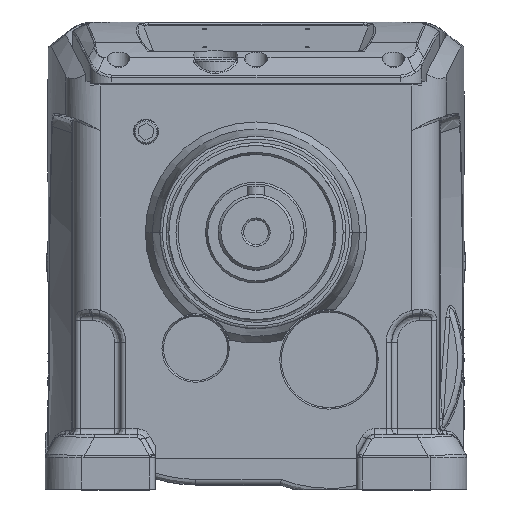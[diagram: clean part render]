
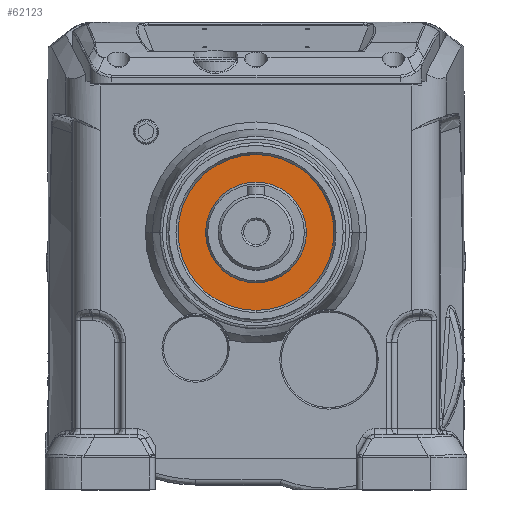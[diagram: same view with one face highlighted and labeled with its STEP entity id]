
A CAD part, top view. The second image highlights one B-rep face of the part: STEP entity #62123.
In plain terms, the highlighted planar face has unit normal (0, 0, 1).
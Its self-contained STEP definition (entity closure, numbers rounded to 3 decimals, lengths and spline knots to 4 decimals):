
#336 = VERTEX_POINT ( 'NONE', #16015 ) ;
#562 = DIRECTION ( 'NONE',  ( 1., 0., 0. ) ) ;
#3399 = EDGE_CURVE ( 'NONE', #61661, #42652, #62233, .T. ) ;
#3623 = DIRECTION ( 'NONE',  ( 1., 0., 0. ) ) ;
#10977 = DIRECTION ( 'NONE',  ( 0., 0., -1. ) ) ;
#13950 = CIRCLE ( 'NONE', #34333, 1.6732 ) ;
#14394 = CIRCLE ( 'NONE', #62094, 1.6732 ) ;
#16015 = CARTESIAN_POINT ( 'NONE',  ( -1.6732, 5.6693, 2.0276 ) ) ;
#18162 = EDGE_CURVE ( 'NONE', #336, #53269, #13950, .T. ) ;
#19558 = DIRECTION ( 'NONE',  ( 1., 0., 0. ) ) ;
#21598 = AXIS2_PLACEMENT_3D ( 'NONE', #37237, #54864, #19558 ) ;
#26232 = EDGE_CURVE ( 'NONE', #53269, #336, #14394, .T. ) ;
#27820 = ORIENTED_EDGE ( 'NONE', *, *, #18162, .F. ) ;
#27872 = CIRCLE ( 'NONE', #27934, 1.0827 ) ;
#27934 = AXIS2_PLACEMENT_3D ( 'NONE', #71012, #36068, #562 ) ;
#29911 = DIRECTION ( 'NONE',  ( 1., 0., 0. ) ) ;
#30020 = DIRECTION ( 'NONE',  ( 0., 0., 1. ) ) ;
#30105 = CARTESIAN_POINT ( 'NONE',  ( 0., 5.6693, 2.0276 ) ) ;
#31286 = PLANE ( 'NONE',  #21598 ) ;
#33879 = EDGE_CURVE ( 'NONE', #42652, #61661, #27872, .T. ) ;
#33887 = CARTESIAN_POINT ( 'NONE',  ( -1.0827, 5.6693, 2.0276 ) ) ;
#34333 = AXIS2_PLACEMENT_3D ( 'NONE', #74038, #39197, #3623 ) ;
#36068 = DIRECTION ( 'NONE',  ( 0., 0., 1. ) ) ;
#37237 = CARTESIAN_POINT ( 'NONE',  ( 0., 0., 2.0276 ) ) ;
#37695 = ORIENTED_EDGE ( 'NONE', *, *, #3399, .F. ) ;
#37865 = AXIS2_PLACEMENT_3D ( 'NONE', #30105, #30020, #29911 ) ;
#39197 = DIRECTION ( 'NONE',  ( 0., 0., -1. ) ) ;
#40075 = FACE_BOUND ( 'NONE', #72107, .T. ) ;
#42652 = VERTEX_POINT ( 'NONE', #33887 ) ;
#44255 = CARTESIAN_POINT ( 'NONE',  ( 1.0827, 5.6693, 2.0276 ) ) ;
#46349 = CARTESIAN_POINT ( 'NONE',  ( 0., 5.6693, 2.0276 ) ) ;
#52262 = DIRECTION ( 'NONE',  ( 1., 0., 0. ) ) ;
#53269 = VERTEX_POINT ( 'NONE', #72121 ) ;
#53745 = FACE_OUTER_BOUND ( 'NONE', #60582, .T. ) ;
#54864 = DIRECTION ( 'NONE',  ( 0., 0., 1. ) ) ;
#60582 = EDGE_LOOP ( 'NONE', ( #68749, #27820 ) ) ;
#61661 = VERTEX_POINT ( 'NONE', #44255 ) ;
#62094 = AXIS2_PLACEMENT_3D ( 'NONE', #46349, #10977, #52262 ) ;
#62123 = ADVANCED_FACE ( 'NONE', ( #40075, #53745 ), #31286, .T. ) ;
#62233 = CIRCLE ( 'NONE', #37865, 1.0827 ) ;
#68749 = ORIENTED_EDGE ( 'NONE', *, *, #26232, .F. ) ;
#69708 = ORIENTED_EDGE ( 'NONE', *, *, #33879, .F. ) ;
#71012 = CARTESIAN_POINT ( 'NONE',  ( 0., 5.6693, 2.0276 ) ) ;
#72107 = EDGE_LOOP ( 'NONE', ( #37695, #69708 ) ) ;
#72121 = CARTESIAN_POINT ( 'NONE',  ( 1.6732, 5.6693, 2.0276 ) ) ;
#74038 = CARTESIAN_POINT ( 'NONE',  ( 0., 5.6693, 2.0276 ) ) ;
